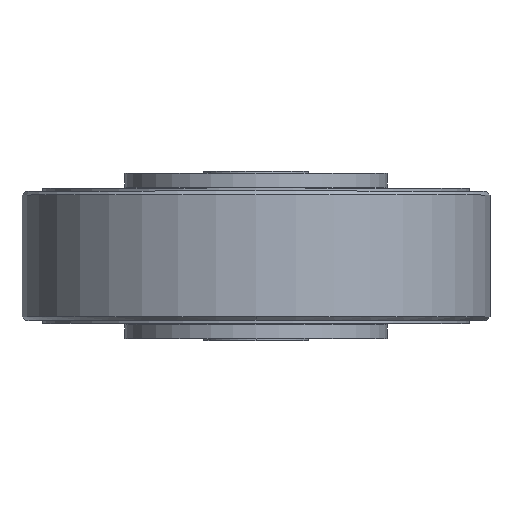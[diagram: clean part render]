
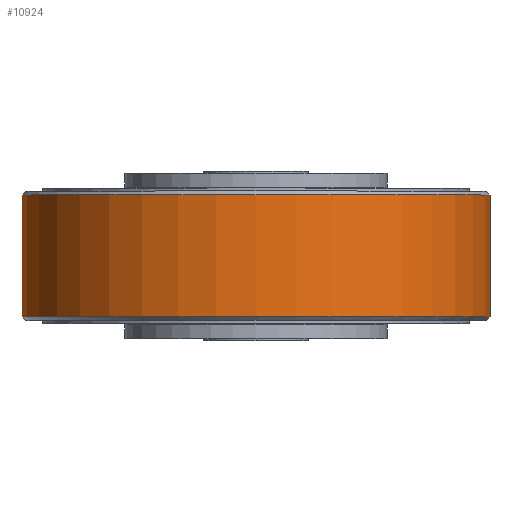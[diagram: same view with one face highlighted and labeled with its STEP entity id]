
A CAD part, top view. The second image highlights one B-rep face of the part: STEP entity #10924.
In plain terms, the highlighted cylindrical face has radius 62.5 mm (diameter 125 mm), a partial arc.
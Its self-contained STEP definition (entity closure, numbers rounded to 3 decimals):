
#9 = DIRECTION ( 'NONE',  ( 0., -1., 0. ) ) ;
#675 = CARTESIAN_POINT ( 'NONE',  ( 0., 1., 62.5 ) ) ;
#1931 = CIRCLE ( 'NONE', #5096, 62.5 ) ;
#2252 = DIRECTION ( 'NONE',  ( 0., 1., 0. ) ) ;
#3840 = DIRECTION ( 'NONE',  ( 0., 0., 1. ) ) ;
#3883 = CARTESIAN_POINT ( 'NONE',  ( 0., 33.5, 0. ) ) ;
#4972 = ORIENTED_EDGE ( 'NONE', *, *, #7253, .T. ) ;
#5096 = AXIS2_PLACEMENT_3D ( 'NONE', #15179, #2252, #3840 ) ;
#5141 = CIRCLE ( 'NONE', #5744, 62.5 ) ;
#5155 = CARTESIAN_POINT ( 'NONE',  ( -15.684, 33.5, -60.5 ) ) ;
#5744 = AXIS2_PLACEMENT_3D ( 'NONE', #11176, #13034, #14461 ) ;
#6745 = EDGE_CURVE ( 'NONE', #12531, #7611, #18004, .T. ) ;
#6852 = EDGE_CURVE ( 'NONE', #11717, #18527, #5141, .T. ) ;
#7253 = EDGE_CURVE ( 'NONE', #12877, #12531, #11826, .T. ) ;
#7611 = VERTEX_POINT ( 'NONE', #8891 ) ;
#8118 = DIRECTION ( 'NONE',  ( 0., 0., -1. ) ) ;
#8248 = VECTOR ( 'NONE', #10965, 1000. ) ;
#8323 = ORIENTED_EDGE ( 'NONE', *, *, #10504, .T. ) ;
#8891 = CARTESIAN_POINT ( 'NONE',  ( -15.684, 1., -60.5 ) ) ;
#9801 = ORIENTED_EDGE ( 'NONE', *, *, #6852, .T. ) ;
#9841 = DIRECTION ( 'NONE',  ( 0., -1., 0. ) ) ;
#10504 = EDGE_CURVE ( 'NONE', #7611, #11717, #1931, .T. ) ;
#10924 = ADVANCED_FACE ( 'NONE', ( #16572 ), #15554, .T. ) ;
#10965 = DIRECTION ( 'NONE',  ( 0., -1., 0. ) ) ;
#11176 = CARTESIAN_POINT ( 'NONE',  ( 0., 1., 0. ) ) ;
#11717 = VERTEX_POINT ( 'NONE', #675 ) ;
#11826 = CIRCLE ( 'NONE', #13195, 62.5 ) ;
#12233 = DIRECTION ( 'NONE',  ( 0., -1., 0. ) ) ;
#12531 = VERTEX_POINT ( 'NONE', #5155 ) ;
#12877 = VERTEX_POINT ( 'NONE', #18941 ) ;
#13034 = DIRECTION ( 'NONE',  ( 0., 1., 0. ) ) ;
#13195 = AXIS2_PLACEMENT_3D ( 'NONE', #3883, #12233, #17030 ) ;
#14461 = DIRECTION ( 'NONE',  ( 0., 0., 1. ) ) ;
#14633 = EDGE_CURVE ( 'NONE', #12877, #18527, #18269, .T. ) ;
#15179 = CARTESIAN_POINT ( 'NONE',  ( 0., 1., 0. ) ) ;
#15554 = CYLINDRICAL_SURFACE ( 'NONE', #16053, 62.5 ) ;
#15611 = ORIENTED_EDGE ( 'NONE', *, *, #14633, .F. ) ;
#16053 = AXIS2_PLACEMENT_3D ( 'NONE', #16428, #9, #8118 ) ;
#16428 = CARTESIAN_POINT ( 'NONE',  ( 0., 34.5, 0. ) ) ;
#16572 = FACE_OUTER_BOUND ( 'NONE', #17289, .T. ) ;
#16597 = ORIENTED_EDGE ( 'NONE', *, *, #6745, .T. ) ;
#17030 = DIRECTION ( 'NONE',  ( 0., 0., 1. ) ) ;
#17279 = CARTESIAN_POINT ( 'NONE',  ( -15.684, 34.5, -60.5 ) ) ;
#17289 = EDGE_LOOP ( 'NONE', ( #15611, #4972, #16597, #8323, #9801 ) ) ;
#18004 = LINE ( 'NONE', #17279, #8248 ) ;
#18269 = LINE ( 'NONE', #19671, #20569 ) ;
#18527 = VERTEX_POINT ( 'NONE', #19486 ) ;
#18941 = CARTESIAN_POINT ( 'NONE',  ( 15.684, 33.5, -60.5 ) ) ;
#19486 = CARTESIAN_POINT ( 'NONE',  ( 15.684, 1., -60.5 ) ) ;
#19671 = CARTESIAN_POINT ( 'NONE',  ( 15.684, 34.5, -60.5 ) ) ;
#20569 = VECTOR ( 'NONE', #9841, 1000. ) ;
